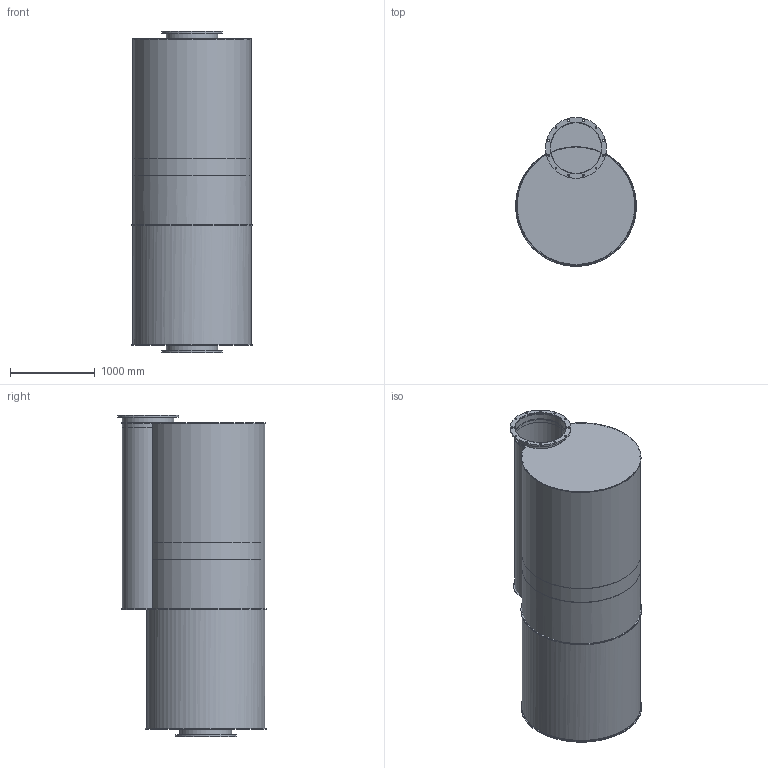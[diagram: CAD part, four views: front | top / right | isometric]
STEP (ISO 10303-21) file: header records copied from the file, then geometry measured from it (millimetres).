
FILE_DESCRIPTION(/* description */ (''),/* implementation_level */ '2;1');
FILE_NAME(/* name */ 'Sdad 24.stp',/* time_stamp */ '2015-02-17T11:19:29+01:00',/* author */ ('Tekenkamer'),/* organization */ (''),/* preprocessor_version */ 'ST-DEVELOPER v15.6',/* originating_system */ 'Autodesk Inventor 2015',/* authorisation */ '');
FILE_SCHEMA (('AUTOMOTIVE_DESIGN { 1 0 10303 214 3 1 1 }'));
Length unit declared in the file: millimetre
Products named in the file (1): Sdad 24
Bounding box: 1430 x 1756 x 3800 mm (x, y, z)
Volume: 176818586.6 mm3; surface area: 74445316 mm2
Topology: 13 solids, 13 shells, 85 faces, 180 edges, 120 vertices
Faces by surface type: cylinder 58, plane 27
Full cylindrical faces by diameter (mm): 22 x24, 602 x4, 610 x4, 612 x5, 720 x2, 1392 x2, 1400 x2, 1430 x1
Entity records: 2273 total; most frequent: DIRECTION 424, CARTESIAN_POINT 338, ORIENTED_EDGE 268, AXIS2_PLACEMENT_3D 204, EDGE_LOOP 198, EDGE_CURVE 134, CIRCLE 118, VERTEX_POINT 118
